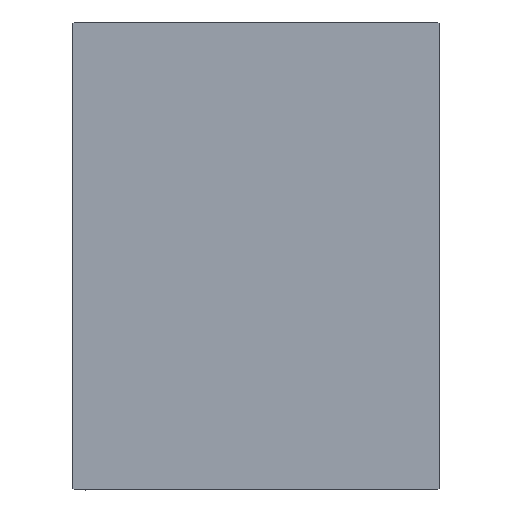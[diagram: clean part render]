
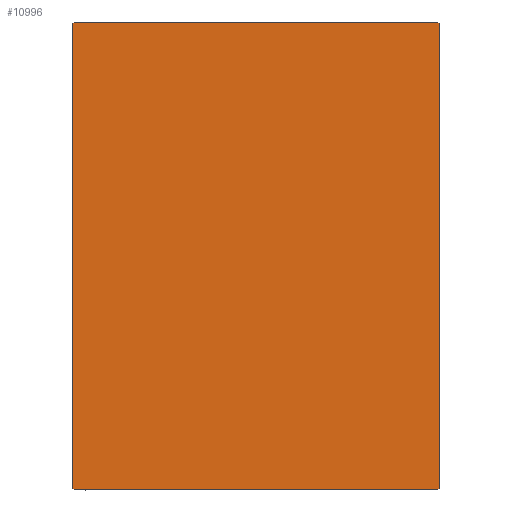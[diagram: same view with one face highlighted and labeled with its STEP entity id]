
A CAD part, left-side view. The second image highlights one B-rep face of the part: STEP entity #10996.
In plain terms, the highlighted face is planar.
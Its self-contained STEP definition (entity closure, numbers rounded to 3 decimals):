
#321 = EDGE_CURVE ( 'NONE', #31697, #39564, #10736, .T. ) ;
#2597 = EDGE_CURVE ( 'NONE', #4612, #24072, #8799, .T. ) ;
#3026 = LINE ( 'NONE', #12730, #11532 ) ;
#4070 = PLANE ( 'NONE',  #8824 ) ;
#4396 = CARTESIAN_POINT ( 'NONE',  ( 108., 44.7, -57.5 ) ) ;
#4612 = VERTEX_POINT ( 'NONE', #25244 ) ;
#4669 = LINE ( 'NONE', #28452, #8024 ) ;
#4709 = ORIENTED_EDGE ( 'NONE', *, *, #5629, .T. ) ;
#5629 = EDGE_CURVE ( 'NONE', #39564, #22163, #38385, .T. ) ;
#6763 = EDGE_CURVE ( 'NONE', #39334, #31697, #4669, .T. ) ;
#7180 = EDGE_CURVE ( 'NONE', #22163, #4612, #3026, .T. ) ;
#7274 = VECTOR ( 'NONE', #22334, 1000. ) ;
#7418 = DIRECTION ( 'NONE',  ( 0., 0.707, -0.707 ) ) ;
#8024 = VECTOR ( 'NONE', #24517, 1000. ) ;
#8065 = CARTESIAN_POINT ( 'NONE',  ( 108., -51.1, -51.1 ) ) ;
#8799 = LINE ( 'NONE', #39176, #26213 ) ;
#8824 = AXIS2_PLACEMENT_3D ( 'NONE', #10912, #27841, #10689 ) ;
#9479 = LINE ( 'NONE', #17115, #21640 ) ;
#10085 = VECTOR ( 'NONE', #7418, 1000. ) ;
#10689 = DIRECTION ( 'NONE',  ( 0., 0., -1. ) ) ;
#10736 = LINE ( 'NONE', #8065, #10085 ) ;
#10912 = CARTESIAN_POINT ( 'NONE',  ( 108., 0., 0. ) ) ;
#10922 = LINE ( 'NONE', #21695, #38530 ) ;
#10940 = LINE ( 'NONE', #41303, #16655 ) ;
#10996 = ADVANCED_FACE ( 'NONE', ( #27630 ), #4070, .T. ) ;
#11042 = CARTESIAN_POINT ( 'NONE',  ( 108., -45., -57.2 ) ) ;
#11532 = VECTOR ( 'NONE', #23060, 1000. ) ;
#12730 = CARTESIAN_POINT ( 'NONE',  ( 108., 51.1, -51.1 ) ) ;
#14052 = ORIENTED_EDGE ( 'NONE', *, *, #19919, .T. ) ;
#15825 = CARTESIAN_POINT ( 'NONE',  ( 108., 45., 57.2 ) ) ;
#16655 = VECTOR ( 'NONE', #37777, 1000. ) ;
#17115 = CARTESIAN_POINT ( 'NONE',  ( 108., 51.1, 51.1 ) ) ;
#18361 = EDGE_CURVE ( 'NONE', #35838, #39334, #10940, .T. ) ;
#18722 = DIRECTION ( 'NONE',  ( 0., 0., 1. ) ) ;
#19919 = EDGE_CURVE ( 'NONE', #24072, #21049, #9479, .T. ) ;
#20780 = CARTESIAN_POINT ( 'NONE',  ( 108., -44.7, 57.5 ) ) ;
#21049 = VERTEX_POINT ( 'NONE', #25840 ) ;
#21640 = VECTOR ( 'NONE', #36309, 1000. ) ;
#21695 = CARTESIAN_POINT ( 'NONE',  ( 108., 45., 57.5 ) ) ;
#22163 = VERTEX_POINT ( 'NONE', #4396 ) ;
#22334 = DIRECTION ( 'NONE',  ( 0., 1., 0. ) ) ;
#22366 = EDGE_CURVE ( 'NONE', #21049, #35838, #10922, .T. ) ;
#23060 = DIRECTION ( 'NONE',  ( 0., 0.707, 0.707 ) ) ;
#24072 = VERTEX_POINT ( 'NONE', #15825 ) ;
#24517 = DIRECTION ( 'NONE',  ( 0., 0., -1. ) ) ;
#24995 = DIRECTION ( 'NONE',  ( 0., -1., 0. ) ) ;
#25244 = CARTESIAN_POINT ( 'NONE',  ( 108., 45., -57.2 ) ) ;
#25300 = ORIENTED_EDGE ( 'NONE', *, *, #22366, .T. ) ;
#25762 = ORIENTED_EDGE ( 'NONE', *, *, #6763, .T. ) ;
#25840 = CARTESIAN_POINT ( 'NONE',  ( 108., 44.7, 57.5 ) ) ;
#26213 = VECTOR ( 'NONE', #18722, 1000. ) ;
#27630 = FACE_OUTER_BOUND ( 'NONE', #34127, .T. ) ;
#27841 = DIRECTION ( 'NONE',  ( 1., 0., 0. ) ) ;
#27949 = CARTESIAN_POINT ( 'NONE',  ( 108., -45., 57.2 ) ) ;
#28452 = CARTESIAN_POINT ( 'NONE',  ( 108., -45., 57.5 ) ) ;
#29633 = ORIENTED_EDGE ( 'NONE', *, *, #18361, .T. ) ;
#30330 = ORIENTED_EDGE ( 'NONE', *, *, #2597, .T. ) ;
#31091 = ORIENTED_EDGE ( 'NONE', *, *, #7180, .T. ) ;
#31697 = VERTEX_POINT ( 'NONE', #11042 ) ;
#33202 = CARTESIAN_POINT ( 'NONE',  ( 108., -44.7, -57.5 ) ) ;
#34127 = EDGE_LOOP ( 'NONE', ( #4709, #31091, #30330, #14052, #25300, #29633, #25762, #36883 ) ) ;
#35838 = VERTEX_POINT ( 'NONE', #20780 ) ;
#36309 = DIRECTION ( 'NONE',  ( 0., -0.707, 0.707 ) ) ;
#36883 = ORIENTED_EDGE ( 'NONE', *, *, #321, .T. ) ;
#37777 = DIRECTION ( 'NONE',  ( 0., -0.707, -0.707 ) ) ;
#38385 = LINE ( 'NONE', #42360, #7274 ) ;
#38530 = VECTOR ( 'NONE', #24995, 1000. ) ;
#39176 = CARTESIAN_POINT ( 'NONE',  ( 108., 45., -57.5 ) ) ;
#39334 = VERTEX_POINT ( 'NONE', #27949 ) ;
#39564 = VERTEX_POINT ( 'NONE', #33202 ) ;
#41303 = CARTESIAN_POINT ( 'NONE',  ( 108., -51.1, 51.1 ) ) ;
#42360 = CARTESIAN_POINT ( 'NONE',  ( 108., -45., -57.5 ) ) ;
